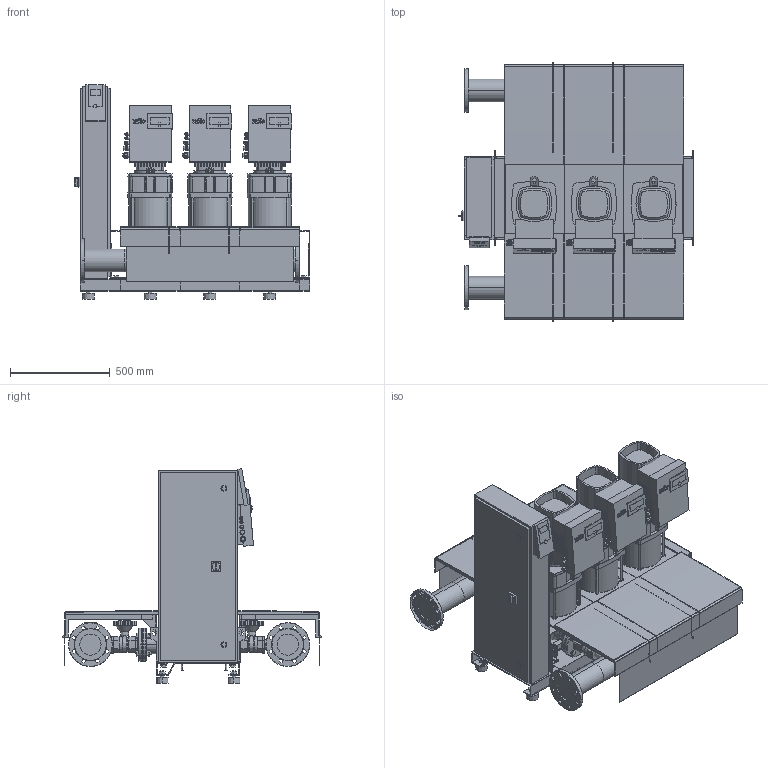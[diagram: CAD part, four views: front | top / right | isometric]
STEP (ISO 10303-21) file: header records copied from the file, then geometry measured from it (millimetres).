
FILE_DESCRIPTION((''),'2;1');
FILE_NAME('3d_SiBoostSmart3HelixEXCEL2202-2542595.stp','2016-08-24T10:21:43',(''),(''),'Mechanical Desktop 2009','Mechanical Desktop 2009',', , ');
FILE_SCHEMA(('CONFIG_CONTROL_DESIGN'));
Length unit declared in the file: millimetre
Products named in the file (1): Product
Bounding box: 1180 x 1295 x 1078.4 mm (x, y, z)
Volume: 208308772.8 mm3; surface area: 18009112.6 mm2
Topology: 206 solids, 206 shells, 6568 faces, 16650 edges, 10826 vertices
Faces by surface type: plane 2417, bspline 2155, cylinder 1568, cone 226, torus 192, sphere 10
Entity records: 220313 total; most frequent: CARTESIAN_POINT 64495, ORIENTED_EDGE 33264, DIRECTION 30023, EDGE_CURVE 16632, VERTEX_POINT 10819, VECTOR 10621, LINE 10621, AXIS2_PLACEMENT_3D 9701
